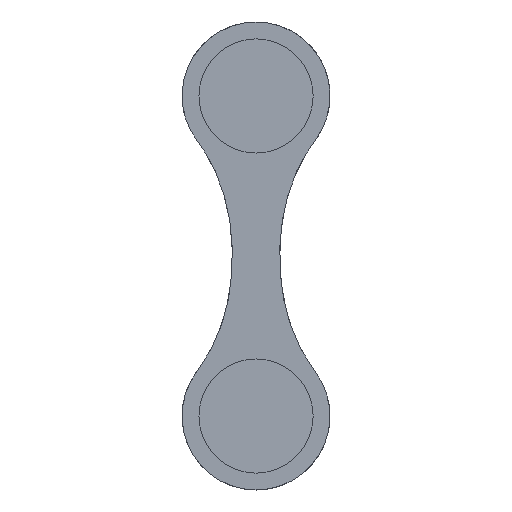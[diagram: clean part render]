
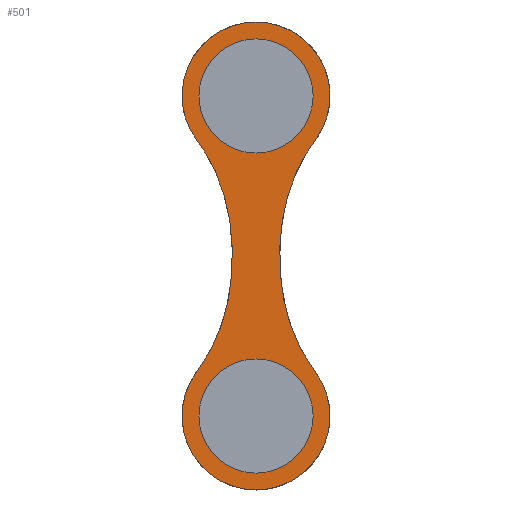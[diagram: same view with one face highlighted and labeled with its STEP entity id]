
A CAD part, top view. The second image highlights one B-rep face of the part: STEP entity #501.
In plain terms, the highlighted planar face has unit normal (0, 0, 1).
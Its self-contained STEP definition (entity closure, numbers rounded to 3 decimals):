
#19=FACE_BOUND('',#152,.T.);
#20=FACE_BOUND('',#153,.T.);
#25=(
BOUNDED_CURVE()
B_SPLINE_CURVE(5,(#1477,#1478,#1479,#1480,#1481,#1482,#1483,#1484,#1485,
#1486,#1487,#1488,#1489,#1490,#1491),.UNSPECIFIED.,.F.,.F.)
B_SPLINE_CURVE_WITH_KNOTS((6,1,1,1,1,1,1,1,1,1,6),(0.,0.1,0.2,0.3,0.4,0.5,
0.6,0.7,0.8,0.9,1.),.UNSPECIFIED.)
CURVE()
GEOMETRIC_REPRESENTATION_ITEM()
RATIONAL_B_SPLINE_CURVE((1.,1.,1.,1.,1.,1.,1.,1.,1.,1.,1.,1.,1.,1.,1.))
REPRESENTATION_ITEM('')
);
#26=(
BOUNDED_CURVE()
B_SPLINE_CURVE(5,(#1527,#1528,#1529,#1530,#1531,#1532,#1533,#1534,#1535,
#1536,#1537,#1538,#1539,#1540,#1541),.UNSPECIFIED.,.F.,.F.)
B_SPLINE_CURVE_WITH_KNOTS((6,1,1,1,1,1,1,1,1,1,6),(0.,0.1,0.2,0.3,0.4,0.5,
0.6,0.7,0.8,0.9,1.),.UNSPECIFIED.)
CURVE()
GEOMETRIC_REPRESENTATION_ITEM()
RATIONAL_B_SPLINE_CURVE((1.,1.,1.,1.,1.,1.,1.,1.,1.,1.,1.,1.,1.,1.,1.))
REPRESENTATION_ITEM('')
);
#81=PLANE('',#547);
#112=FACE_OUTER_BOUND('',#151,.T.);
#151=EDGE_LOOP('',(#421,#422,#423,#424));
#152=EDGE_LOOP('',(#425));
#153=EDGE_LOOP('',(#426));
#203=CIRCLE('',#536,5.);
#206=CIRCLE('',#542,5.);
#207=CIRCLE('',#544,12.5);
#208=CIRCLE('',#546,12.5);
#223=VERTEX_POINT('',#685);
#246=VERTEX_POINT('',#1437);
#247=VERTEX_POINT('',#1441);
#248=VERTEX_POINT('',#1443);
#249=VERTEX_POINT('',#1476);
#250=VERTEX_POINT('',#1494);
#265=EDGE_CURVE('',#223,#223,#203,.T.);
#302=EDGE_CURVE('',#246,#246,#206,.T.);
#305=EDGE_CURVE('',#247,#248,#207,.T.);
#307=EDGE_CURVE('',#249,#248,#25,.T.);
#309=EDGE_CURVE('',#249,#250,#208,.T.);
#311=EDGE_CURVE('',#250,#247,#26,.T.);
#421=ORIENTED_EDGE('',*,*,#311,.F.);
#422=ORIENTED_EDGE('',*,*,#309,.F.);
#423=ORIENTED_EDGE('',*,*,#307,.T.);
#424=ORIENTED_EDGE('',*,*,#305,.F.);
#425=ORIENTED_EDGE('',*,*,#265,.T.);
#426=ORIENTED_EDGE('',*,*,#302,.T.);
#501=ADVANCED_FACE('',(#112,#19,#20),#81,.F.);
#536=AXIS2_PLACEMENT_3D('',#686,#583,#584);
#542=AXIS2_PLACEMENT_3D('',#1438,#596,#597);
#544=AXIS2_PLACEMENT_3D('',#1444,#602,#603);
#546=AXIS2_PLACEMENT_3D('',#1495,#608,#609);
#547=AXIS2_PLACEMENT_3D('',#1542,#611,#612);
#583=DIRECTION('center_axis',(0.,0.,-1.));
#584=DIRECTION('ref_axis',(1.,0.,0.));
#596=DIRECTION('center_axis',(0.,0.,-1.));
#597=DIRECTION('ref_axis',(1.,0.,0.));
#602=DIRECTION('center_axis',(0.,0.,-1.));
#603=DIRECTION('ref_axis',(1.,0.,0.));
#608=DIRECTION('center_axis',(0.,0.,-1.));
#609=DIRECTION('ref_axis',(1.,0.,0.));
#611=DIRECTION('center_axis',(0.,0.,-1.));
#612=DIRECTION('ref_axis',(1.,0.,0.));
#685=CARTESIAN_POINT('',(105.,27.05,0.));
#686=CARTESIAN_POINT('Origin',(110.,27.05,0.));
#1437=CARTESIAN_POINT('',(105.,-27.05,0.));
#1438=CARTESIAN_POINT('Origin',(110.,-27.05,0.));
#1441=CARTESIAN_POINT('',(100.,19.55,0.));
#1443=CARTESIAN_POINT('',(120.,19.55,0.));
#1444=CARTESIAN_POINT('Origin',(110.,27.05,0.));
#1476=CARTESIAN_POINT('',(120.,-19.55,0.));
#1477=CARTESIAN_POINT('Ctrl Pts',(120.,-19.55,0.));
#1478=CARTESIAN_POINT('Ctrl Pts',(119.474,-18.849,0.));
#1479=CARTESIAN_POINT('Ctrl Pts',(118.487,-17.425,0.));
#1480=CARTESIAN_POINT('Ctrl Pts',(117.199,-15.225,0.));
#1481=CARTESIAN_POINT('Ctrl Pts',(115.856,-12.171,0.));
#1482=CARTESIAN_POINT('Ctrl Pts',(114.734,-8.19,0.));
#1483=CARTESIAN_POINT('Ctrl Pts',(114.099,-4.098,0.));
#1484=CARTESIAN_POINT('Ctrl Pts',(113.897,0.047,0.));
#1485=CARTESIAN_POINT('Ctrl Pts',(114.106,4.184,0.));
#1486=CARTESIAN_POINT('Ctrl Pts',(114.746,8.257,0.));
#1487=CARTESIAN_POINT('Ctrl Pts',(115.87,12.213,0.));
#1488=CARTESIAN_POINT('Ctrl Pts',(117.21,15.248,0.));
#1489=CARTESIAN_POINT('Ctrl Pts',(118.493,17.435,0.));
#1490=CARTESIAN_POINT('Ctrl Pts',(119.476,18.852,0.));
#1491=CARTESIAN_POINT('Ctrl Pts',(120.,19.55,0.));
#1494=CARTESIAN_POINT('',(100.,-19.55,0.));
#1495=CARTESIAN_POINT('Origin',(110.,-27.05,0.));
#1527=CARTESIAN_POINT('Ctrl Pts',(100.,-19.55,0.));
#1528=CARTESIAN_POINT('Ctrl Pts',(100.526,-18.849,0.));
#1529=CARTESIAN_POINT('Ctrl Pts',(101.513,-17.425,0.));
#1530=CARTESIAN_POINT('Ctrl Pts',(102.801,-15.225,0.));
#1531=CARTESIAN_POINT('Ctrl Pts',(104.144,-12.171,0.));
#1532=CARTESIAN_POINT('Ctrl Pts',(105.266,-8.19,0.));
#1533=CARTESIAN_POINT('Ctrl Pts',(105.901,-4.098,0.));
#1534=CARTESIAN_POINT('Ctrl Pts',(106.103,0.047,0.));
#1535=CARTESIAN_POINT('Ctrl Pts',(105.894,4.184,0.));
#1536=CARTESIAN_POINT('Ctrl Pts',(105.254,8.257,0.));
#1537=CARTESIAN_POINT('Ctrl Pts',(104.13,12.213,0.));
#1538=CARTESIAN_POINT('Ctrl Pts',(102.79,15.248,0.));
#1539=CARTESIAN_POINT('Ctrl Pts',(101.507,17.435,0.));
#1540=CARTESIAN_POINT('Ctrl Pts',(100.524,18.852,0.));
#1541=CARTESIAN_POINT('Ctrl Pts',(100.,19.55,0.));
#1542=CARTESIAN_POINT('Origin',(110.,0.,0.));
